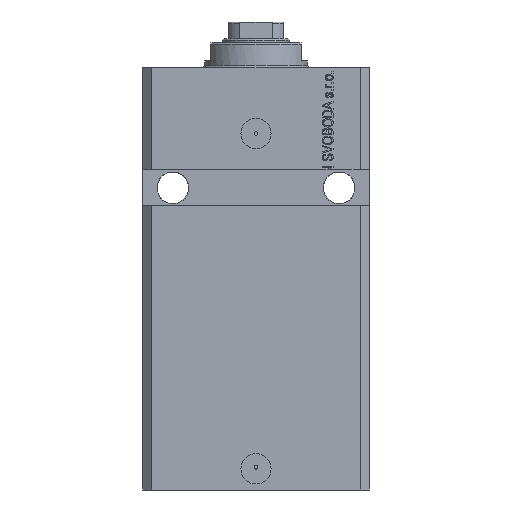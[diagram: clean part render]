
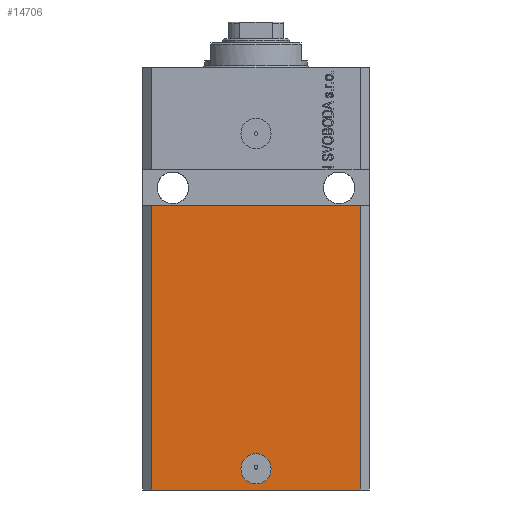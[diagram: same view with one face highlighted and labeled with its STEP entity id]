
A CAD part, front view. The second image highlights one B-rep face of the part: STEP entity #14706.
In plain terms, the highlighted planar face has unit normal (0, -1, 0).
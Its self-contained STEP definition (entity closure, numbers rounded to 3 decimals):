
#1502 = EDGE_LOOP ( 'NONE', ( #31721, #25188 ) ) ;
#3686 = EDGE_CURVE ( 'NONE', #30895, #11825, #9511, .T. ) ;
#5265 = DIRECTION ( 'NONE',  ( 1., 0., 0. ) ) ;
#5745 = FACE_OUTER_BOUND ( 'NONE', #14896, .T. ) ;
#5775 = CARTESIAN_POINT ( 'NONE',  ( 5., -27.5, -133. ) ) ;
#6446 = ORIENTED_EDGE ( 'NONE', *, *, #3686, .T. ) ;
#6751 = AXIS2_PLACEMENT_3D ( 'NONE', #21620, #31329, #45773 ) ;
#6850 = PLANE ( 'NONE',  #28665 ) ;
#7175 = CIRCLE ( 'NONE', #33621, 5. ) ;
#8289 = EDGE_CURVE ( 'NONE', #30731, #19780, #7175, .T. ) ;
#9511 = LINE ( 'NONE', #37907, #24538 ) ;
#10167 = DIRECTION ( 'NONE',  ( 0., -1., 0. ) ) ;
#11166 = VERTEX_POINT ( 'NONE', #38139 ) ;
#11825 = VERTEX_POINT ( 'NONE', #22150 ) ;
#12614 = DIRECTION ( 'NONE',  ( 1., 0., 0. ) ) ;
#12646 = VECTOR ( 'NONE', #34993, 1000. ) ;
#14706 = ADVANCED_FACE ( 'NONE', ( #31062, #5745 ), #6850, .T. ) ;
#14896 = EDGE_LOOP ( 'NONE', ( #30404, #30888, #6446, #43048 ) ) ;
#15563 = EDGE_CURVE ( 'NONE', #30895, #42127, #19871, .T. ) ;
#15626 = DIRECTION ( 'NONE',  ( 0., 0., 1. ) ) ;
#17257 = CARTESIAN_POINT ( 'NONE',  ( -5., -27.5, -133. ) ) ;
#18244 = VECTOR ( 'NONE', #15626, 1000. ) ;
#18346 = VECTOR ( 'NONE', #21819, 1000. ) ;
#19780 = VERTEX_POINT ( 'NONE', #17257 ) ;
#19871 = LINE ( 'NONE', #23192, #18244 ) ;
#21620 = CARTESIAN_POINT ( 'NONE',  ( 0., -27.5, -133. ) ) ;
#21819 = DIRECTION ( 'NONE',  ( 1., 0., 0. ) ) ;
#22150 = CARTESIAN_POINT ( 'NONE',  ( 34.5, -27.5, -140. ) ) ;
#22595 = CIRCLE ( 'NONE', #6751, 5. ) ;
#22617 = EDGE_CURVE ( 'NONE', #42127, #11166, #43342, .T. ) ;
#23192 = CARTESIAN_POINT ( 'NONE',  ( -34.5, -27.5, -140. ) ) ;
#24538 = VECTOR ( 'NONE', #12614, 1000. ) ;
#25188 = ORIENTED_EDGE ( 'NONE', *, *, #40769, .F. ) ;
#27647 = LINE ( 'NONE', #31686, #12646 ) ;
#28665 = AXIS2_PLACEMENT_3D ( 'NONE', #41480, #10167, #46374 ) ;
#29631 = CARTESIAN_POINT ( 'NONE',  ( 0., -27.5, -133. ) ) ;
#30404 = ORIENTED_EDGE ( 'NONE', *, *, #22617, .F. ) ;
#30731 = VERTEX_POINT ( 'NONE', #5775 ) ;
#30888 = ORIENTED_EDGE ( 'NONE', *, *, #15563, .F. ) ;
#30895 = VERTEX_POINT ( 'NONE', #46460 ) ;
#31062 = FACE_BOUND ( 'NONE', #1502, .T. ) ;
#31329 = DIRECTION ( 'NONE',  ( 0., -1., 0. ) ) ;
#31374 = EDGE_CURVE ( 'NONE', #11825, #11166, #27647, .T. ) ;
#31686 = CARTESIAN_POINT ( 'NONE',  ( 34.5, -27.5, -140. ) ) ;
#31721 = ORIENTED_EDGE ( 'NONE', *, *, #8289, .F. ) ;
#33621 = AXIS2_PLACEMENT_3D ( 'NONE', #29631, #36961, #5265 ) ;
#34993 = DIRECTION ( 'NONE',  ( 0., 0., 1. ) ) ;
#36961 = DIRECTION ( 'NONE',  ( 0., -1., 0. ) ) ;
#37907 = CARTESIAN_POINT ( 'NONE',  ( -34.5, -27.5, -140. ) ) ;
#38139 = CARTESIAN_POINT ( 'NONE',  ( 34.5, -27.5, -46. ) ) ;
#39776 = CARTESIAN_POINT ( 'NONE',  ( -34.5, -27.5, -46. ) ) ;
#39786 = CARTESIAN_POINT ( 'NONE',  ( -37.5, -27.5, -46. ) ) ;
#40769 = EDGE_CURVE ( 'NONE', #19780, #30731, #22595, .T. ) ;
#41480 = CARTESIAN_POINT ( 'NONE',  ( -34.5, -27.5, -140. ) ) ;
#42127 = VERTEX_POINT ( 'NONE', #39776 ) ;
#43048 = ORIENTED_EDGE ( 'NONE', *, *, #31374, .T. ) ;
#43342 = LINE ( 'NONE', #39786, #18346 ) ;
#45773 = DIRECTION ( 'NONE',  ( 1., 0., 0. ) ) ;
#46374 = DIRECTION ( 'NONE',  ( 0., 0., -1. ) ) ;
#46460 = CARTESIAN_POINT ( 'NONE',  ( -34.5, -27.5, -140. ) ) ;
